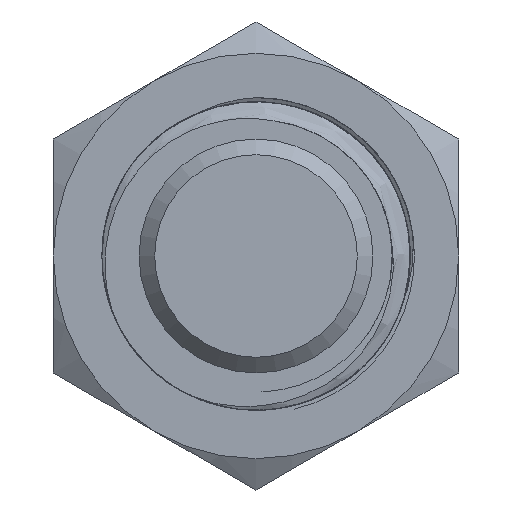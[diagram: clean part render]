
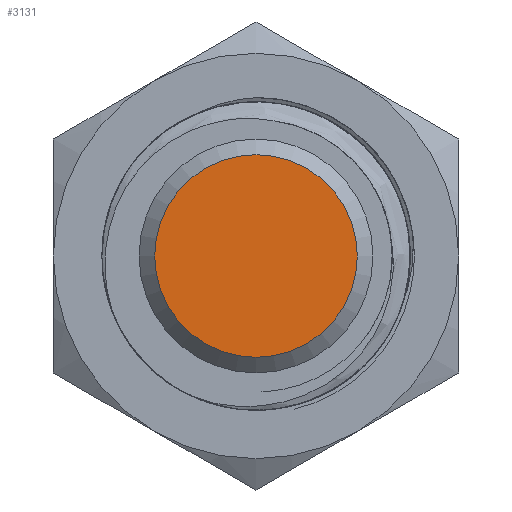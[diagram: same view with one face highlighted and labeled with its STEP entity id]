
A CAD part, front view. The second image highlights one B-rep face of the part: STEP entity #3131.
In plain terms, the highlighted face is planar.
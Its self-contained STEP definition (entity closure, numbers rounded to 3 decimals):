
#101=PLANE('',#3361);
#157=CIRCLE('',#3358,3.25);
#321=FACE_OUTER_BOUND('',#504,.T.);
#504=EDGE_LOOP('',(#2677));
#1359=VERTEX_POINT('',#11553);
#1808=EDGE_CURVE('',#1359,#1359,#157,.T.);
#2677=ORIENTED_EDGE('',*,*,#1808,.F.);
#3131=ADVANCED_FACE('',(#321),#101,.T.);
#3358=AXIS2_PLACEMENT_3D('',#11554,#3870,#3871);
#3361=AXIS2_PLACEMENT_3D('',#11560,#3878,#3879);
#3870=DIRECTION('center_axis',(0.,0.,-1.));
#3871=DIRECTION('ref_axis',(1.,0.,0.));
#3878=DIRECTION('center_axis',(0.,0.,1.));
#3879=DIRECTION('ref_axis',(1.,0.,0.));
#11553=CARTESIAN_POINT('',(-3.25,0.,64.));
#11554=CARTESIAN_POINT('Origin',(0.,0.,64.));
#11560=CARTESIAN_POINT('Origin',(0.,0.,64.));
